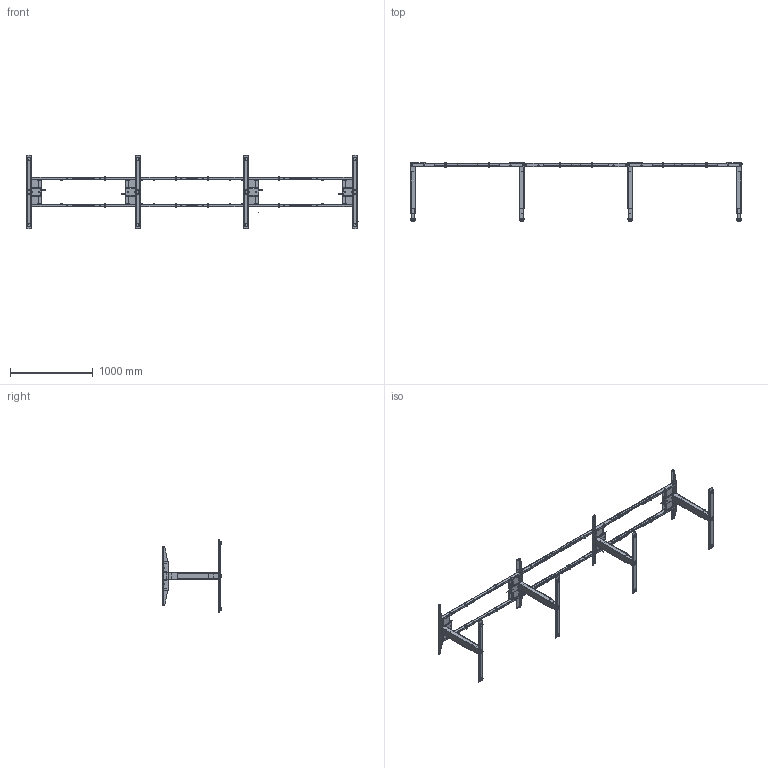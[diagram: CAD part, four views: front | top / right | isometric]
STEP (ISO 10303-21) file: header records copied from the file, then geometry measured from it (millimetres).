
FILE_DESCRIPTION (( 'STEP AP203' ), '1' );
FILE_NAME ('A4CK53229AxxG Aero A-4 4c_3S foot 890.STEP', '2023-04-06T12:49:30', ( '' ), ( '' ), 'SwSTEP 2.0', 'SolidWorks 2021', '' );
FILE_SCHEMA (( 'CONFIG_CONTROL_DESIGN' ));
Products named in the file (1): A4CK53229AxxG Aero A-4 4c_3S foot 890
Bounding box: 4000 x 705 x 890 mm (x, y, z)
Surface area: 5908440.2 mm2 (no closed solid volume)
Topology: 0 solids, 608 shells, 2133 faces, 12010 edges, 10327 vertices
Faces by surface type: plane 1058, cylinder 747, cone 164, torus 152, bspline 12
Entity records: 131686 total; most frequent: CARTESIAN_POINT 42573, DIRECTION 17806, ORIENTED_EDGE 14579, EDGE_CURVE 12010, VERTEX_POINT 10327, LINE 6058, VECTOR 6058, AXIS2_PLACEMENT_3D 5874
